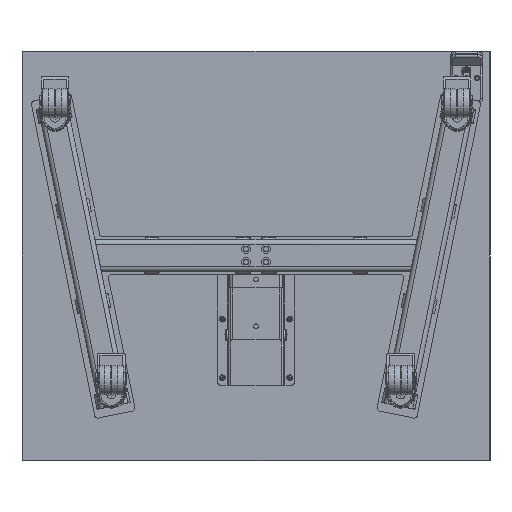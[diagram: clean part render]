
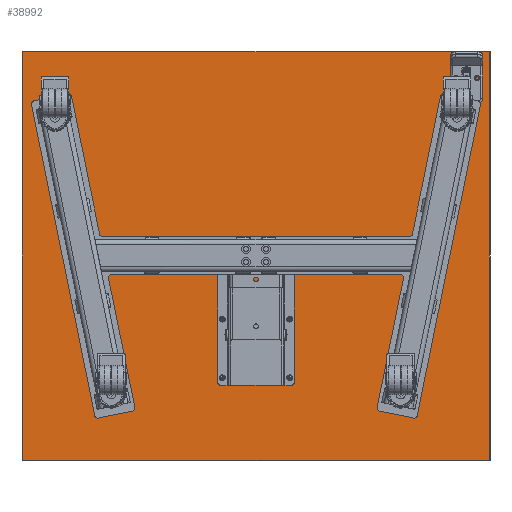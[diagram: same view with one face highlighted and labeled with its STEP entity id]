
A CAD part, front view. The second image highlights one B-rep face of the part: STEP entity #38992.
In plain terms, the highlighted planar face has unit normal (0, -1, 0).
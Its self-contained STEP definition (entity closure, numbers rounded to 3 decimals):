
#2 = CARTESIAN_POINT ( 'NONE',  ( 400., 766.2, -349. ) ) ;
#65 = ORIENTED_EDGE ( 'NONE', *, *, #1038, .T. ) ;
#1038 = EDGE_CURVE ( 'NONE', #20522, #9585, #15574, .T. ) ;
#1514 = CARTESIAN_POINT ( 'NONE',  ( 399., 766.2, -349. ) ) ;
#2208 = VECTOR ( 'NONE', #28138, 1000. ) ;
#2271 = CARTESIAN_POINT ( 'NONE',  ( 400., 766.2, 350. ) ) ;
#2528 = LINE ( 'NONE', #19135, #39867 ) ;
#3019 = EDGE_CURVE ( 'NONE', #9585, #31667, #2528, .T. ) ;
#3588 = CARTESIAN_POINT ( 'NONE',  ( -399., 766.2, -349. ) ) ;
#5299 = EDGE_CURVE ( 'NONE', #33551, #20522, #40949, .T. ) ;
#5688 = LINE ( 'NONE', #38695, #2208 ) ;
#9585 = VERTEX_POINT ( 'NONE', #1514 ) ;
#10151 = EDGE_CURVE ( 'NONE', #31667, #33551, #5688, .T. ) ;
#11656 = ORIENTED_EDGE ( 'NONE', *, *, #5299, .T. ) ;
#12781 = VECTOR ( 'NONE', #36085, 1000. ) ;
#12816 = DIRECTION ( 'NONE',  ( 0., 0., -1. ) ) ;
#15256 = FACE_OUTER_BOUND ( 'NONE', #18029, .T. ) ;
#15490 = ORIENTED_EDGE ( 'NONE', *, *, #10151, .T. ) ;
#15574 = LINE ( 'NONE', #2, #12781 ) ;
#18029 = EDGE_LOOP ( 'NONE', ( #15490, #11656, #65, #29786 ) ) ;
#19135 = CARTESIAN_POINT ( 'NONE',  ( 399., 766.2, 350. ) ) ;
#20461 = CARTESIAN_POINT ( 'NONE',  ( -399., 766.2, 349. ) ) ;
#20522 = VERTEX_POINT ( 'NONE', #3588 ) ;
#23914 = AXIS2_PLACEMENT_3D ( 'NONE', #2271, #24969, #35334 ) ;
#24391 = CARTESIAN_POINT ( 'NONE',  ( 399., 766.2, 349. ) ) ;
#24969 = DIRECTION ( 'NONE',  ( 0., -1., 0. ) ) ;
#25857 = DIRECTION ( 'NONE',  ( 0., 0., 1. ) ) ;
#28138 = DIRECTION ( 'NONE',  ( -1., 0., 0. ) ) ;
#29786 = ORIENTED_EDGE ( 'NONE', *, *, #3019, .T. ) ;
#31667 = VERTEX_POINT ( 'NONE', #24391 ) ;
#33551 = VERTEX_POINT ( 'NONE', #20461 ) ;
#35180 = VECTOR ( 'NONE', #12816, 1000. ) ;
#35334 = DIRECTION ( 'NONE',  ( 0., 0., -1. ) ) ;
#36085 = DIRECTION ( 'NONE',  ( 1., 0., 0. ) ) ;
#38695 = CARTESIAN_POINT ( 'NONE',  ( -400., 766.2, 349. ) ) ;
#38992 = ADVANCED_FACE ( 'NONE', ( #15256 ), #41397, .T. ) ;
#39867 = VECTOR ( 'NONE', #25857, 1000. ) ;
#40949 = LINE ( 'NONE', #42401, #35180 ) ;
#41397 = PLANE ( 'NONE',  #23914 ) ;
#42401 = CARTESIAN_POINT ( 'NONE',  ( -399., 766.2, -350. ) ) ;
